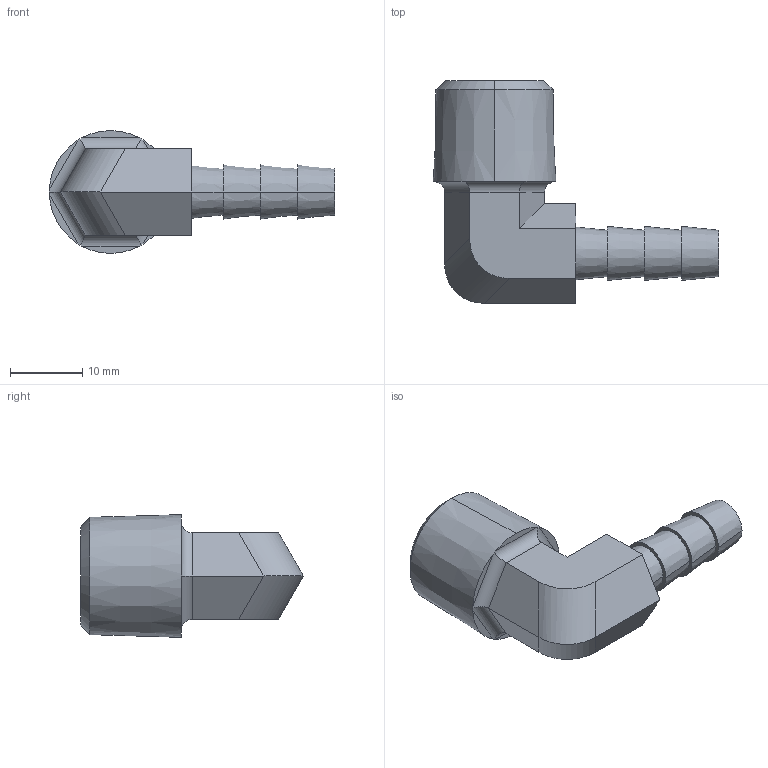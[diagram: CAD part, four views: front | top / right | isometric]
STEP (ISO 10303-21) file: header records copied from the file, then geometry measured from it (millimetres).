
FILE_DESCRIPTION (( 'STEP AP214' ), '1' );
FILE_NAME ('BAHBL-14-38N.step', '2017-08-29T20:39:23', ( '' ), ( '' ), 'SwSTEP 2.0', 'SolidWorks 2017', '' );
FILE_SCHEMA (( 'AUTOMOTIVE_DESIGN' ));
Length unit declared in the file: inch
Products named in the file (1): BAHBL-14-38N
Bounding box: 39.54 x 30.81 x 16.99 mm (x, y, z)
Volume: 4854.8 mm3; surface area: 3321.5 mm2
Topology: 1 solids, 1 shells, 50 faces, 118 edges, 75 vertices
Faces by surface type: plane 24, cylinder 14, cone 12
Entity records: 1547 total; most frequent: CARTESIAN_POINT 378, DIRECTION 234, ORIENTED_EDGE 234, EDGE_CURVE 117, AXIS2_PLACEMENT_3D 90, VERTEX_POINT 74, EDGE_LOOP 57, LINE 54
